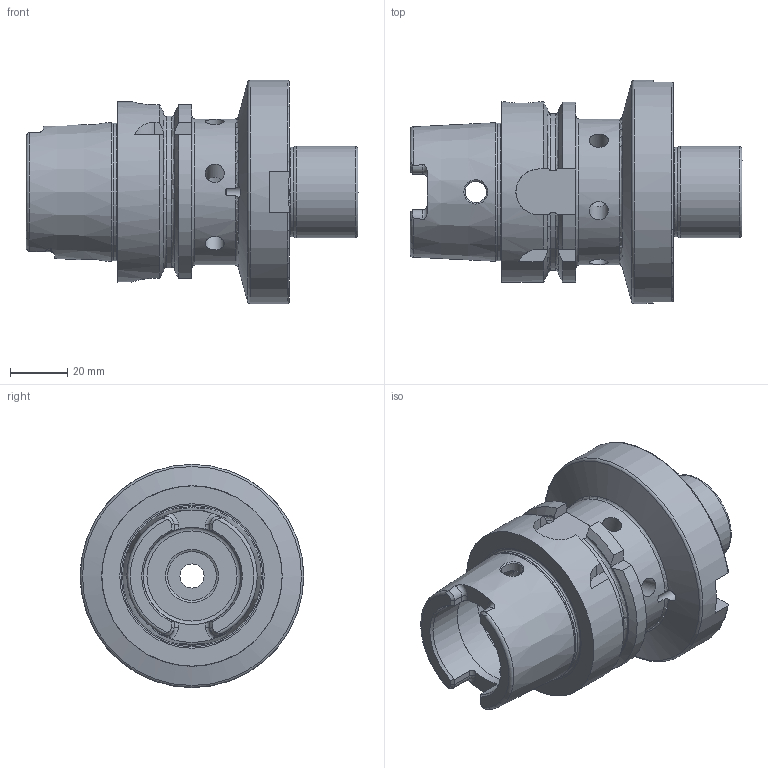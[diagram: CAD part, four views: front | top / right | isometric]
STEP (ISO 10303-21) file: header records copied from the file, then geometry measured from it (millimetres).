
FILE_DESCRIPTION((''),'2;1');
FILE_NAME('606305-24.stp','2014-01-09T09:22:26',('SCHUESSLER'),(''),'Autodesk Inventor 2012','Autodesk Inventor 2012','');
FILE_SCHEMA(('AUTOMOTIVE_DESIGN { 1 0 10303 214 1 1 1 1 }'));
Length unit declared in the file: millimetre
Products named in the file (1): 606305-24
Bounding box: 116 x 78 x 78 mm (x, y, z)
Volume: 196099.7 mm3; surface area: 43070.9 mm2
Topology: 1 solids, 1 shells, 176 faces, 486 edges, 307 vertices
Faces by surface type: plane 53, cylinder 52, cone 39, torus 26, bspline 6
Full cylindrical faces by diameter (mm): 4 x4, 4.134 x2, 6.647 x6, 7.5 x2, 8.4 x1, 10 x1, 14 x1, 17 x2, 18.5 x1, 31.4 x1, 32 x1, 34 x2, 40 x1, 48.021 x1, 51 x1, 63 x1, 78 x1
Entity records: 6351 total; most frequent: CARTESIAN_POINT 2442, ORIENTED_EDGE 786, DIRECTION 770, EDGE_CURVE 393, AXIS2_PLACEMENT_3D 328, VERTEX_POINT 277, EDGE_LOOP 244, FACE_OUTER_BOUND 176
